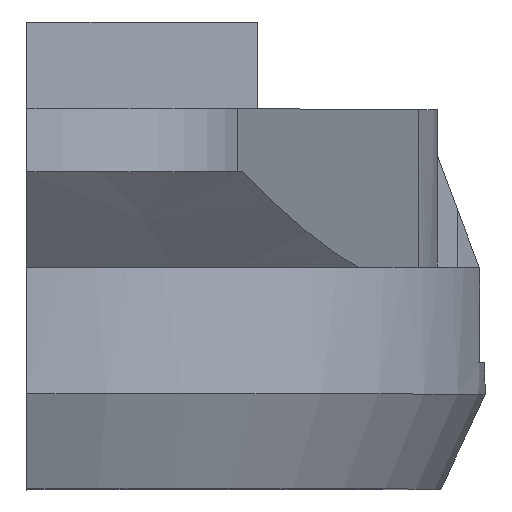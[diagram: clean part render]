
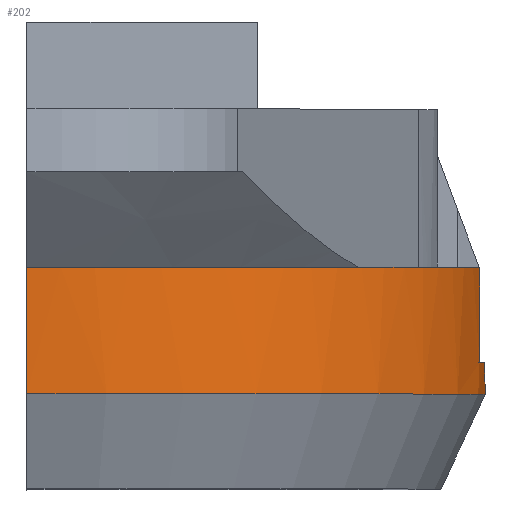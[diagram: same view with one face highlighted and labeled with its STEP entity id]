
A CAD part, top view. The second image highlights one B-rep face of the part: STEP entity #202.
In plain terms, the highlighted cylindrical face has radius 14.5 mm (diameter 29 mm), a partial arc.
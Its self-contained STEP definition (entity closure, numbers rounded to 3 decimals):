
#10 = DIRECTION ( 'NONE',  ( 0., -1., 0. ) ) ;
#42 = ORIENTED_EDGE ( 'NONE', *, *, #265, .F. ) ;
#56 = VECTOR ( 'NONE', #534, 1000. ) ;
#65 = DIRECTION ( 'NONE',  ( 0., 0., 1. ) ) ;
#79 = VECTOR ( 'NONE', #173, 1000. ) ;
#93 = AXIS2_PLACEMENT_3D ( 'NONE', #737, #1128, #835 ) ;
#101 = ORIENTED_EDGE ( 'NONE', *, *, #1102, .F. ) ;
#114 = CARTESIAN_POINT ( 'NONE',  ( -19.244, 12.915, -10.402 ) ) ;
#125 = CIRCLE ( 'NONE', #93, 14.5 ) ;
#142 = CIRCLE ( 'NONE', #683, 14.5 ) ;
#173 = DIRECTION ( 'NONE',  ( 0., 1., 0. ) ) ;
#177 = CARTESIAN_POINT ( 'NONE',  ( -19.244, 15.915, 4.098 ) ) ;
#191 = VERTEX_POINT ( 'NONE', #1139 ) ;
#202 = ADVANCED_FACE ( 'NONE', ( #548 ), #384, .T. ) ;
#228 = CARTESIAN_POINT ( 'NONE',  ( -19.244, 11.915, 4.098 ) ) ;
#229 = EDGE_CURVE ( 'NONE', #267, #191, #454, .T. ) ;
#231 = CARTESIAN_POINT ( 'NONE',  ( -4.923, 12.915, 6.369 ) ) ;
#233 = CARTESIAN_POINT ( 'NONE',  ( -4.923, 15.915, 6.369 ) ) ;
#261 = CARTESIAN_POINT ( 'NONE',  ( -19.244, 12.915, 18.598 ) ) ;
#265 = EDGE_CURVE ( 'NONE', #1099, #321, #921, .T. ) ;
#267 = VERTEX_POINT ( 'NONE', #381 ) ;
#277 = EDGE_LOOP ( 'NONE', ( #323, #101, #1170, #688, #617, #42, #878, #843 ) ) ;
#318 = DIRECTION ( 'NONE',  ( 0., 1., 0. ) ) ;
#321 = VERTEX_POINT ( 'NONE', #233 ) ;
#323 = ORIENTED_EDGE ( 'NONE', *, *, #229, .F. ) ;
#335 = AXIS2_PLACEMENT_3D ( 'NONE', #875, #672, #1071 ) ;
#381 = CARTESIAN_POINT ( 'NONE',  ( -19.244, 15.915, -10.402 ) ) ;
#384 = CYLINDRICAL_SURFACE ( 'NONE', #780, 14.5 ) ;
#454 = LINE ( 'NONE', #114, #696 ) ;
#470 = DIRECTION ( 'NONE',  ( 0., -1., 0. ) ) ;
#513 = DIRECTION ( 'NONE',  ( 0., -1., 0. ) ) ;
#531 = CARTESIAN_POINT ( 'NONE',  ( -19.244, 11.915, 18.598 ) ) ;
#534 = DIRECTION ( 'NONE',  ( 0., -1., 0. ) ) ;
#548 = FACE_OUTER_BOUND ( 'NONE', #277, .T. ) ;
#563 = DIRECTION ( 'NONE',  ( 0., 0., -1. ) ) ;
#575 = EDGE_CURVE ( 'NONE', #589, #1099, #1004, .T. ) ;
#589 = VERTEX_POINT ( 'NONE', #531 ) ;
#617 = ORIENTED_EDGE ( 'NONE', *, *, #626, .F. ) ;
#626 = EDGE_CURVE ( 'NONE', #321, #1048, #853, .T. ) ;
#672 = DIRECTION ( 'NONE',  ( 0., 1., 0. ) ) ;
#683 = AXIS2_PLACEMENT_3D ( 'NONE', #177, #723, #65 ) ;
#688 = ORIENTED_EDGE ( 'NONE', *, *, #743, .F. ) ;
#696 = VECTOR ( 'NONE', #10, 1000. ) ;
#704 = CARTESIAN_POINT ( 'NONE',  ( -19.244, 15.915, 18.598 ) ) ;
#713 = LINE ( 'NONE', #1087, #1009 ) ;
#723 = DIRECTION ( 'NONE',  ( 0., 1., 0. ) ) ;
#737 = CARTESIAN_POINT ( 'NONE',  ( -19.244, 12.915, 4.098 ) ) ;
#743 = EDGE_CURVE ( 'NONE', #1048, #1002, #125, .T. ) ;
#747 = VERTEX_POINT ( 'NONE', #925 ) ;
#780 = AXIS2_PLACEMENT_3D ( 'NONE', #1033, #470, #563 ) ;
#835 = DIRECTION ( 'NONE',  ( 0., 0., 1. ) ) ;
#843 = ORIENTED_EDGE ( 'NONE', *, *, #999, .T. ) ;
#853 = LINE ( 'NONE', #913, #56 ) ;
#875 = CARTESIAN_POINT ( 'NONE',  ( -19.244, 15.915, 4.098 ) ) ;
#878 = ORIENTED_EDGE ( 'NONE', *, *, #575, .F. ) ;
#913 = CARTESIAN_POINT ( 'NONE',  ( -4.923, 15.915, 6.369 ) ) ;
#921 = CIRCLE ( 'NONE', #335, 14.5 ) ;
#925 = CARTESIAN_POINT ( 'NONE',  ( -4.923, 15.915, 1.827 ) ) ;
#961 = CARTESIAN_POINT ( 'NONE',  ( -4.923, 12.915, 1.827 ) ) ;
#999 = EDGE_CURVE ( 'NONE', #589, #191, #1061, .T. ) ;
#1002 = VERTEX_POINT ( 'NONE', #961 ) ;
#1004 = LINE ( 'NONE', #261, #79 ) ;
#1009 = VECTOR ( 'NONE', #513, 1000. ) ;
#1033 = CARTESIAN_POINT ( 'NONE',  ( -19.244, 12.915, 4.098 ) ) ;
#1048 = VERTEX_POINT ( 'NONE', #231 ) ;
#1061 = CIRCLE ( 'NONE', #1163, 14.5 ) ;
#1071 = DIRECTION ( 'NONE',  ( 0., 0., 1. ) ) ;
#1087 = CARTESIAN_POINT ( 'NONE',  ( -4.923, 15.915, 1.827 ) ) ;
#1099 = VERTEX_POINT ( 'NONE', #704 ) ;
#1102 = EDGE_CURVE ( 'NONE', #747, #267, #142, .T. ) ;
#1128 = DIRECTION ( 'NONE',  ( 0., 1., 0. ) ) ;
#1139 = CARTESIAN_POINT ( 'NONE',  ( -19.244, 11.915, -10.402 ) ) ;
#1158 = EDGE_CURVE ( 'NONE', #747, #1002, #713, .T. ) ;
#1160 = DIRECTION ( 'NONE',  ( 0., 0., 1. ) ) ;
#1163 = AXIS2_PLACEMENT_3D ( 'NONE', #228, #318, #1160 ) ;
#1170 = ORIENTED_EDGE ( 'NONE', *, *, #1158, .T. ) ;
